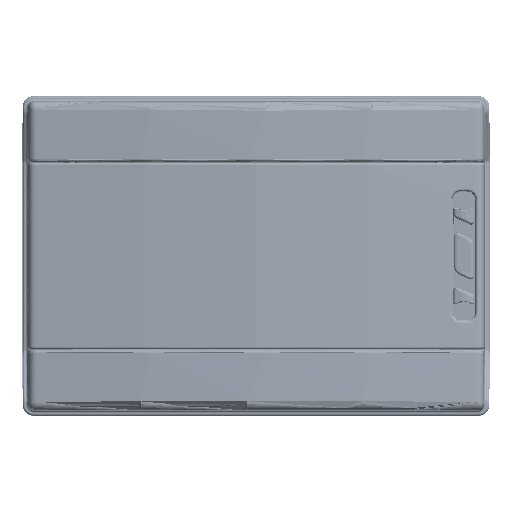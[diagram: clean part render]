
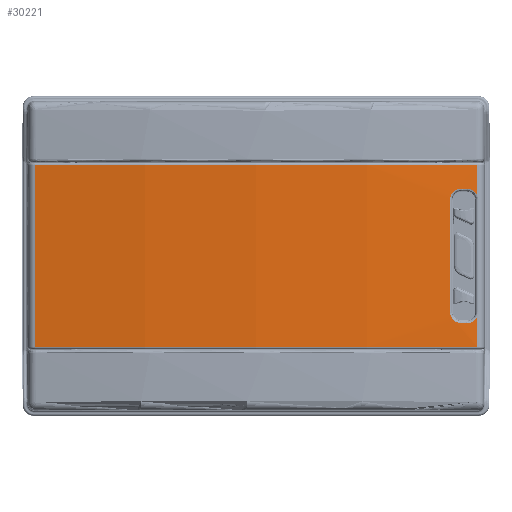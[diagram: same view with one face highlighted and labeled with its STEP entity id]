
A CAD part, top view. The second image highlights one B-rep face of the part: STEP entity #30221.
In plain terms, the highlighted cylindrical face has radius 1250 mm (diameter 2500 mm), a partial arc.
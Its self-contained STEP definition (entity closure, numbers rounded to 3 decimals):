
#1380=CARTESIAN_POINT('',(842.045,449.014,131.782));
#1381=CARTESIAN_POINT('',(843.784,449.019,131.528));
#1382=CARTESIAN_POINT('',(845.522,449.021,131.269));
#1383=CARTESIAN_POINT('',(847.26,449.026,131.007));
#1459=CARTESIAN_POINT('',(847.26,569.217,131.007));
#1460=CARTESIAN_POINT('',(845.522,569.222,131.269));
#1461=CARTESIAN_POINT('',(843.784,569.224,131.528));
#1462=CARTESIAN_POINT('',(842.045,569.229,131.782));
#1483=DIRECTION('',(0.,-1.,0.));
#1484=VECTOR('',#1483,100.269);
#1485=CARTESIAN_POINT('',(832.006,559.257,133.212));
#1486=LINE('',#1485,#1484);
#1501=CARTESIAN_POINT('',(847.26,569.217,131.007));
#1502=CARTESIAN_POINT('',(848.204,569.215,130.865));
#1503=CARTESIAN_POINT('',(850.101,568.939,130.576));
#1504=CARTESIAN_POINT('',(852.724,567.738,130.171));
#1505=CARTESIAN_POINT('',(854.842,565.898,129.84));
#1506=CARTESIAN_POINT('',(855.855,564.361,129.68));
#1507=CARTESIAN_POINT('',(856.234,563.583,129.62));
#1512=CARTESIAN_POINT('',(832.006,559.257,133.212));
#1513=CARTESIAN_POINT('',(832.006,560.562,133.212));
#1514=CARTESIAN_POINT('',(832.528,563.181,133.14));
#1515=CARTESIAN_POINT('',(834.703,566.417,132.837));
#1516=CARTESIAN_POINT('',(838.005,568.681,132.37));
#1517=CARTESIAN_POINT('',(840.627,569.232,131.99));
#1518=CARTESIAN_POINT('',(842.045,569.229,131.782));
#1523=CARTESIAN_POINT('',(842.045,449.014,131.782));
#1524=CARTESIAN_POINT('',(840.617,449.011,131.992));
#1525=CARTESIAN_POINT('',(837.988,449.571,132.372));
#1526=CARTESIAN_POINT('',(834.637,451.878,132.847));
#1527=CARTESIAN_POINT('',(832.499,455.136,133.144));
#1528=CARTESIAN_POINT('',(832.006,457.749,133.212));
#1529=CARTESIAN_POINT('',(832.006,458.988,133.212));
#1534=CARTESIAN_POINT('',(856.234,454.662,129.62));
#1535=CARTESIAN_POINT('',(855.761,453.69,129.695));
#1536=CARTESIAN_POINT('',(854.648,452.116,129.87));
#1537=CARTESIAN_POINT('',(852.505,450.413,130.205));
#1538=CARTESIAN_POINT('',(850.083,449.312,130.579));
#1539=CARTESIAN_POINT('',(848.263,449.028,130.856));
#1540=CARTESIAN_POINT('',(847.26,449.026,131.007));
#1553=CARTESIAN_POINT('',(660.771,590.572,-1105.004));
#1554=DIRECTION('',(0.,1.,0.));
#1555=DIRECTION('',(-0.16,0.,0.987));
#1556=AXIS2_PLACEMENT_3D('',#1553,#1554,#1555);
#1763=DIRECTION('',(0.,1.,0.));
#1764=VECTOR('',#1763,162.91);
#1765=CARTESIAN_POINT('',(460.465,427.663,128.843));
#1766=LINE('',#1765,#1764);
#2029=CARTESIAN_POINT('',(660.771,427.663,-1105.004));
#2030=DIRECTION('',(0.,-1.,0.));
#2031=DIRECTION('',(0.156,0.,0.988));
#2032=AXIS2_PLACEMENT_3D('',#2029,#2030,#2031);
#2044=DIRECTION('',(0.,-1.,0.));
#2045=VECTOR('',#2044,27.);
#2046=CARTESIAN_POINT('',(856.234,454.662,129.62));
#2047=LINE('',#2046,#2045);
#2055=CARTESIAN_POINT('',(856.234,454.662,129.62));
#2071=DIRECTION('',(0.,-1.,0.));
#2072=VECTOR('',#2071,26.989);
#2073=CARTESIAN_POINT('',(856.234,590.572,129.62));
#2074=LINE('',#2073,#2072);
#28701=CARTESIAN_POINT('',(460.465,590.572,128.843));
#28702=VERTEX_POINT('',#28701);
#28705=CARTESIAN_POINT('',(460.465,427.663,128.843));
#28706=VERTEX_POINT('',#28705);
#28709=CARTESIAN_POINT('',(856.234,427.663,129.62));
#28710=VERTEX_POINT('',#28709);
#28711=CARTESIAN_POINT('',(856.234,590.572,129.62));
#28713=VERTEX_POINT('',#28711);
#28715=CARTESIAN_POINT('',(856.234,563.583,129.62));
#28716=VERTEX_POINT('',#28715);
#28720=VERTEX_POINT('',#2055);
#28723=VERTEX_POINT('',#1540);
#28724=VERTEX_POINT('',#1380);
#28725=VERTEX_POINT('',#1529);
#28726=CARTESIAN_POINT('',(832.006,559.257,133.212));
#28727=VERTEX_POINT('',#28726);
#28728=VERTEX_POINT('',#1518);
#28729=VERTEX_POINT('',#1459);
#30197=CARTESIAN_POINT('',(660.771,509.117,
-1105.004));
#30198=DIRECTION('',(0.,1.,0.));
#30199=DIRECTION('',(-0.166,0.,0.986));
#30200=AXIS2_PLACEMENT_3D('',#30197,#30198,#30199);
#30201=CYLINDRICAL_SURFACE('',#30200,1250.);
#30203=ORIENTED_EDGE('',*,*,#30202,.T.);
#30205=ORIENTED_EDGE('',*,*,#30204,.T.);
#30206=ORIENTED_EDGE('',*,*,#29998,.F.);
#30207=ORIENTED_EDGE('',*,*,#30031,.T.);
#30208=ORIENTED_EDGE('',*,*,#30097,.F.);
#30209=ORIENTED_EDGE('',*,*,#30118,.T.);
#30210=ORIENTED_EDGE('',*,*,#30183,.F.);
#30211=ORIENTED_EDGE('',*,*,#29755,.T.);
#30212=ORIENTED_EDGE('',*,*,#29801,.F.);
#30214=ORIENTED_EDGE('',*,*,#30213,.T.);
#30216=ORIENTED_EDGE('',*,*,#30215,.T.);
#30218=ORIENTED_EDGE('',*,*,#30217,.T.);
#30219=EDGE_LOOP('',(#30203,#30205,#30206,#30207,#30208,#30209,#30210,#30211,
#30212,#30214,#30216,#30218));
#30220=FACE_OUTER_BOUND('',#30219,.F.);
#1384=B_SPLINE_CURVE_WITH_KNOTS('',3,(#1380,#1381,#1382,#1383),.UNSPECIFIED.,
.F.,.F.,(4,4),(0.,1.),.UNSPECIFIED.);
#1463=B_SPLINE_CURVE_WITH_KNOTS('',3,(#1459,#1460,#1461,#1462),.UNSPECIFIED.,
.F.,.F.,(4,4),(0.,1.),.UNSPECIFIED.);
#1508=B_SPLINE_CURVE_WITH_KNOTS('',3,(#1501,#1502,#1503,#1504,#1505,#1506,
#1507),.UNSPECIFIED.,.F.,.F.,(4,1,1,1,4),(0.,0.254,
0.511,0.768,1.),.UNSPECIFIED.);
#1519=B_SPLINE_CURVE_WITH_KNOTS('',3,(#1512,#1513,#1514,#1515,#1516,#1517,
#1518),.UNSPECIFIED.,.F.,.F.,(4,1,1,1,4),(0.,0.248,
0.498,0.728,1.),.UNSPECIFIED.);
#1530=B_SPLINE_CURVE_WITH_KNOTS('',3,(#1523,#1524,#1525,#1526,#1527,#1528,
#1529),.UNSPECIFIED.,.F.,.F.,(4,1,1,1,4),(0.,0.274,
0.504,0.765,1.),.UNSPECIFIED.);
#1541=B_SPLINE_CURVE_WITH_KNOTS('',3,(#1534,#1535,#1536,#1537,#1538,#1539,
#1540),.UNSPECIFIED.,.F.,.F.,(4,1,1,1,4),(0.,0.289,
0.509,0.73,1.),.UNSPECIFIED.);
#1557=CIRCLE('',#1556,1250.);
#2033=CIRCLE('',#2032,1250.);
#29755=EDGE_CURVE('',#28724,#28723,#1384,.T.);
#29801=EDGE_CURVE('',#28720,#28723,#1541,.T.);
#29998=EDGE_CURVE('',#28729,#28716,#1508,.T.);
#30031=EDGE_CURVE('',#28729,#28728,#1463,.T.);
#30097=EDGE_CURVE('',#28727,#28728,#1519,.T.);
#30118=EDGE_CURVE('',#28727,#28725,#1486,.T.);
#30183=EDGE_CURVE('',#28724,#28725,#1530,.T.);
#30202=EDGE_CURVE('',#28702,#28713,#1557,.T.);
#30204=EDGE_CURVE('',#28713,#28716,#2074,.T.);
#30213=EDGE_CURVE('',#28720,#28710,#2047,.T.);
#30215=EDGE_CURVE('',#28710,#28706,#2033,.T.);
#30217=EDGE_CURVE('',#28706,#28702,#1766,.T.);
#30221=ADVANCED_FACE('',(#30220),#30201,.T.);
